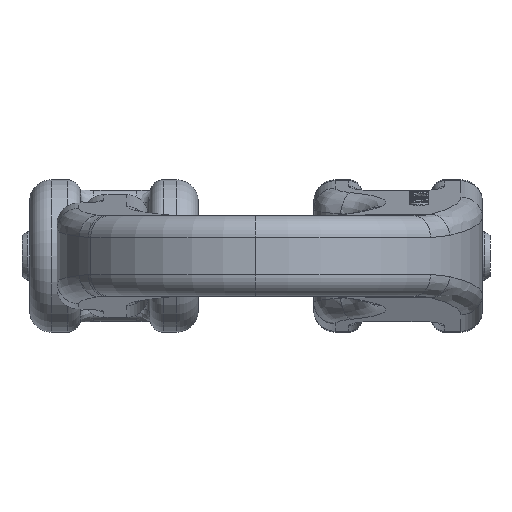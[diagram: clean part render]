
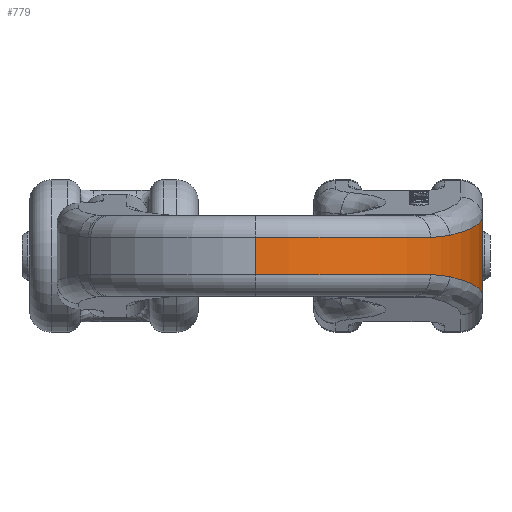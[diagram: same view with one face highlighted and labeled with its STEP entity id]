
A CAD part, front view. The second image highlights one B-rep face of the part: STEP entity #779.
In plain terms, the highlighted cylindrical face has radius 84.9 mm (diameter 169.8 mm), a partial arc.
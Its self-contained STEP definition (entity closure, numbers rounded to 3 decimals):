
#211=CYLINDRICAL_SURFACE('',#4717,84.9);
#294=FACE_OUTER_BOUND('',#1292,.T.);
#571=CIRCLE('',#4714,84.9);
#572=CIRCLE('',#4715,84.9);
#779=ADVANCED_FACE('',(#294),#211,.T.);
#1134=ELLIPSE('',#4713,85.801,84.9);
#1135=ELLIPSE('',#4716,85.801,84.9);
#1292=EDGE_LOOP('',(#2232,#2233,#2234,#2235,#2236,#2237,#2238,#2239));
#1615=LINE('',#6739,#1865);
#1641=LINE('',#6848,#1891);
#1865=VECTOR('',#5195,1.);
#1891=VECTOR('',#5293,1.);
#2232=ORIENTED_EDGE('',*,*,#3902,.F.);
#2233=ORIENTED_EDGE('',*,*,#3957,.T.);
#2234=ORIENTED_EDGE('',*,*,#3958,.T.);
#2235=ORIENTED_EDGE('',*,*,#3959,.T.);
#2236=ORIENTED_EDGE('',*,*,#3953,.T.);
#2237=ORIENTED_EDGE('',*,*,#3960,.F.);
#2238=ORIENTED_EDGE('',*,*,#3961,.F.);
#2239=ORIENTED_EDGE('',*,*,#3962,.F.);
#3496=VERTEX_POINT('',#6734);
#3498=VERTEX_POINT('',#6738);
#3546=VERTEX_POINT('',#6849);
#3547=VERTEX_POINT('',#6850);
#3550=VERTEX_POINT('',#6858);
#3551=VERTEX_POINT('',#6863);
#3552=VERTEX_POINT('',#6866);
#3553=VERTEX_POINT('',#6871);
#3902=EDGE_CURVE('',#3498,#3496,#1615,.T.);
#3953=EDGE_CURVE('',#3546,#3547,#1641,.T.);
#3957=EDGE_CURVE('',#3498,#3550,#1134,.T.);
#3958=EDGE_CURVE('',#3550,#3551,#4533,.T.);
#3959=EDGE_CURVE('',#3551,#3546,#571,.T.);
#3960=EDGE_CURVE('',#3552,#3547,#572,.T.);
#3961=EDGE_CURVE('',#3553,#3552,#4534,.T.);
#3962=EDGE_CURVE('',#3496,#3553,#1135,.T.);
#4533=B_SPLINE_CURVE_WITH_KNOTS('',3,(#6859,#6860,#6861,#6862),
 .UNSPECIFIED.,.F.,.F.,(4,4),(0.,1.),.UNSPECIFIED.);
#4534=B_SPLINE_CURVE_WITH_KNOTS('',3,(#6867,#6868,#6869,#6870),
 .UNSPECIFIED.,.F.,.F.,(4,4),(0.,1.),.UNSPECIFIED.);
#4713=AXIS2_PLACEMENT_3D('',#6857,#5301,#5302);
#4714=AXIS2_PLACEMENT_3D('',#6864,#5303,#5304);
#4715=AXIS2_PLACEMENT_3D('',#6865,#5305,#5306);
#4716=AXIS2_PLACEMENT_3D('',#6872,#5307,#5308);
#4717=AXIS2_PLACEMENT_3D('',#6873,#5309,#5310);
#5195=DIRECTION('',(0.,0.,-1.));
#5293=DIRECTION('',(0.,0.,-1.));
#5301=DIRECTION('',(0.,0.145,-0.99));
#5302=DIRECTION('',(0.,-0.99,-0.145));
#5303=DIRECTION('',(0.,0.,-1.));
#5304=DIRECTION('',(0.,-1.,0.));
#5305=DIRECTION('',(0.,0.,-1.));
#5306=DIRECTION('',(0.,-1.,0.));
#5307=DIRECTION('',(0.,-0.145,-0.99));
#5308=DIRECTION('',(0.,-0.99,0.145));
#5309=DIRECTION('',(0.,0.,-1.));
#5310=DIRECTION('',(-1.,0.,0.));
#6734=CARTESIAN_POINT('',(84.9,44.9,-14.137));
#6738=CARTESIAN_POINT('',(84.9,44.9,14.137));
#6739=CARTESIAN_POINT('',(84.9,44.9,40.));
#6848=CARTESIAN_POINT('',(0.,-40.,40.));
#6849=CARTESIAN_POINT('',(0.,-40.,7.));
#6850=CARTESIAN_POINT('',(0.,-40.,-7.));
#6857=CARTESIAN_POINT('',(0.,44.9,14.137));
#6858=CARTESIAN_POINT('',(72.73,1.101,7.74));
#6859=CARTESIAN_POINT('',(72.73,1.101,7.74));
#6860=CARTESIAN_POINT('',(70.585,-2.46,7.22));
#6861=CARTESIAN_POINT('',(68.183,-5.861,7.));
#6862=CARTESIAN_POINT('',(65.519,-9.093,7.));
#6863=CARTESIAN_POINT('',(65.519,-9.093,7.));
#6864=CARTESIAN_POINT('',(0.,44.9,7.));
#6865=CARTESIAN_POINT('',(0.,44.9,-7.));
#6866=CARTESIAN_POINT('',(65.519,-9.093,-7.));
#6867=CARTESIAN_POINT('',(72.73,1.101,-7.74));
#6868=CARTESIAN_POINT('',(70.585,-2.46,-7.22));
#6869=CARTESIAN_POINT('',(68.183,-5.861,-7.));
#6870=CARTESIAN_POINT('',(65.519,-9.093,-7.));
#6871=CARTESIAN_POINT('',(72.73,1.101,-7.74));
#6872=CARTESIAN_POINT('',(0.,44.9,-14.137));
#6873=CARTESIAN_POINT('',(0.,44.9,40.));
